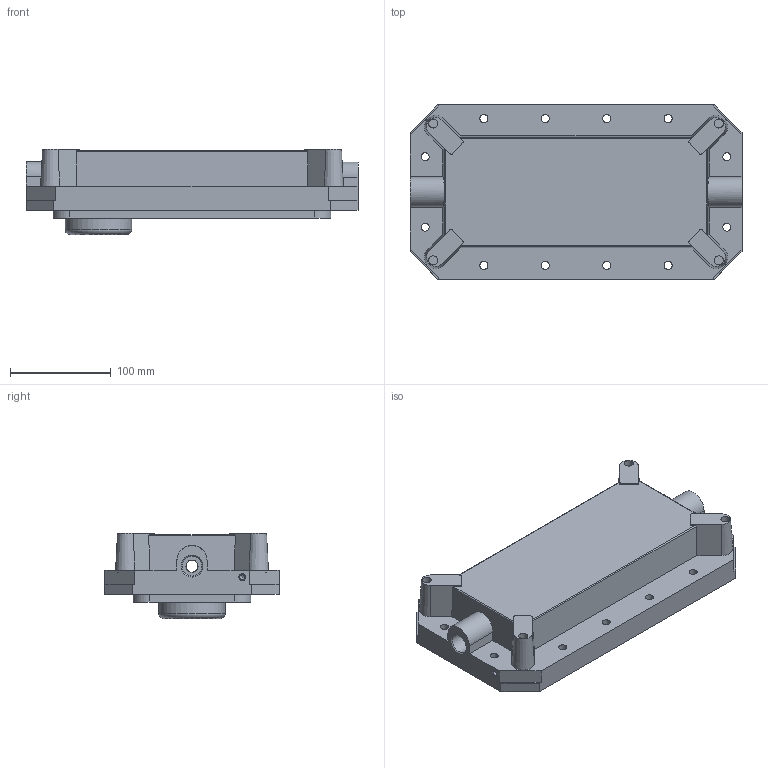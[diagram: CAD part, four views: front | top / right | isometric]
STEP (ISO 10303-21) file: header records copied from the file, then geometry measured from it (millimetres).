
FILE_DESCRIPTION(('STEP AP214'), '1');
FILE_NAME('7-Exd-ﾒﾑﾇ', '', ('UNSPECIFIED'), ('UNSPECIFIED'), 'ASCON STEP Converter 1.6', 'ASCON Math Kernel', '');
FILE_SCHEMA(('AUTOMOTIVE_DESIGN { 1 0 10303 214 3 1 1}'));
Length unit declared in the file: millimetre
Bounding box: 330 x 173 x 84.6 mm (x, y, z)
Volume: 1462991 mm3; surface area: 300200.5 mm2
Topology: 1 solids, 1 shells, 353 faces, 825 edges, 529 vertices
Faces by surface type: plane 159, cylinder 114, cone 74, bspline 4, torus 2
Full cylindrical faces by diameter (mm): 3.242 x11, 4.3 x4, 4.917 x3, 8 x16, 9 x16, 12 x2, 15 x16, 19.188 x1, 19.835 x1, 24 x1, 30 x1, 33 x1, 55 x1, 58 x1, 66 x1
Entity records: 12917 total; most frequent: CARTESIAN_POINT 2316, DIRECTION 1640, ORIENTED_EDGE 1374, EDGE_CURVE 687, AXIS2_PLACEMENT_3D 647, EDGE_LOOP 578, VERTEX_POINT 522, COLOUR_RGB 354
